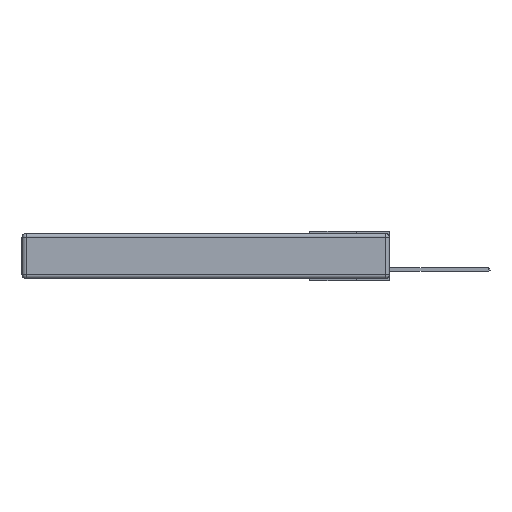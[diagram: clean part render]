
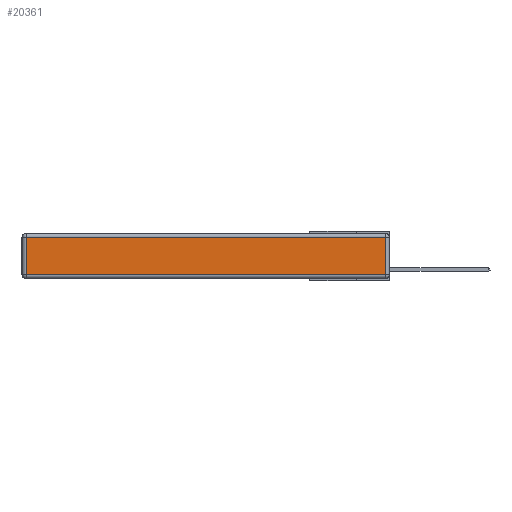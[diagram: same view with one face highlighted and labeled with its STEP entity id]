
A CAD part, left-side view. The second image highlights one B-rep face of the part: STEP entity #20361.
In plain terms, the highlighted planar face has unit normal (-1, 0, 0).
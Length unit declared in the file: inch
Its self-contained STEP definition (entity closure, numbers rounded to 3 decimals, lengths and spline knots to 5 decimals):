
#889 = EDGE_CURVE ( 'NONE', #9346, #1673, #32864, .T. ) ;
#1673 = VERTEX_POINT ( 'NONE', #3170 ) ;
#2520 = CARTESIAN_POINT ( 'NONE',  ( 0., 2.72, -0.343 ) ) ;
#2799 = DIRECTION ( 'NONE',  ( -1., 0., 0. ) ) ;
#3170 = CARTESIAN_POINT ( 'NONE',  ( 0., 0.03, -0.313 ) ) ;
#4187 = VECTOR ( 'NONE', #24651, 39.37008 ) ;
#4581 = EDGE_LOOP ( 'NONE', ( #22062, #16825, #26174, #14716 ) ) ;
#5609 = DIRECTION ( 'NONE',  ( 0., 0., 1. ) ) ;
#9346 = VERTEX_POINT ( 'NONE', #14662 ) ;
#9836 = FACE_OUTER_BOUND ( 'NONE', #4581, .T. ) ;
#11625 = CARTESIAN_POINT ( 'NONE',  ( 0., 0.03, -0.03 ) ) ;
#11798 = AXIS2_PLACEMENT_3D ( 'NONE', #26844, #2799, #5609 ) ;
#12805 = LINE ( 'NONE', #2520, #27862 ) ;
#13647 = PLANE ( 'NONE',  #11798 ) ;
#14662 = CARTESIAN_POINT ( 'NONE',  ( 0., 2.72, -0.313 ) ) ;
#14716 = ORIENTED_EDGE ( 'NONE', *, *, #19171, .T. ) ;
#16825 = ORIENTED_EDGE ( 'NONE', *, *, #18030, .T. ) ;
#18030 = EDGE_CURVE ( 'NONE', #1673, #32306, #25842, .T. ) ;
#18322 = CARTESIAN_POINT ( 'NONE',  ( 0., 0., -0.313 ) ) ;
#19002 = VECTOR ( 'NONE', #24384, 39.37008 ) ;
#19171 = EDGE_CURVE ( 'NONE', #32207, #9346, #12805, .T. ) ;
#20361 = ADVANCED_FACE ( 'NONE', ( #9836 ), #13647, .T. ) ;
#22062 = ORIENTED_EDGE ( 'NONE', *, *, #889, .T. ) ;
#24384 = DIRECTION ( 'NONE',  ( 0., -1., 0. ) ) ;
#24651 = DIRECTION ( 'NONE',  ( 0., 1., 0. ) ) ;
#25488 = LINE ( 'NONE', #32518, #4187 ) ;
#25842 = LINE ( 'NONE', #27519, #30434 ) ;
#26174 = ORIENTED_EDGE ( 'NONE', *, *, #27599, .T. ) ;
#26178 = CARTESIAN_POINT ( 'NONE',  ( 0., 2.72, -0.03 ) ) ;
#26844 = CARTESIAN_POINT ( 'NONE',  ( 0., 0., -0.343 ) ) ;
#27177 = DIRECTION ( 'NONE',  ( 0., 0., 1. ) ) ;
#27519 = CARTESIAN_POINT ( 'NONE',  ( 0., 0.03, -0.343 ) ) ;
#27599 = EDGE_CURVE ( 'NONE', #32306, #32207, #25488, .T. ) ;
#27862 = VECTOR ( 'NONE', #34578, 39.37008 ) ;
#30434 = VECTOR ( 'NONE', #27177, 39.37008 ) ;
#32207 = VERTEX_POINT ( 'NONE', #26178 ) ;
#32306 = VERTEX_POINT ( 'NONE', #11625 ) ;
#32518 = CARTESIAN_POINT ( 'NONE',  ( 0., 2.75, -0.03 ) ) ;
#32864 = LINE ( 'NONE', #18322, #19002 ) ;
#34578 = DIRECTION ( 'NONE',  ( 0., 0., -1. ) ) ;
